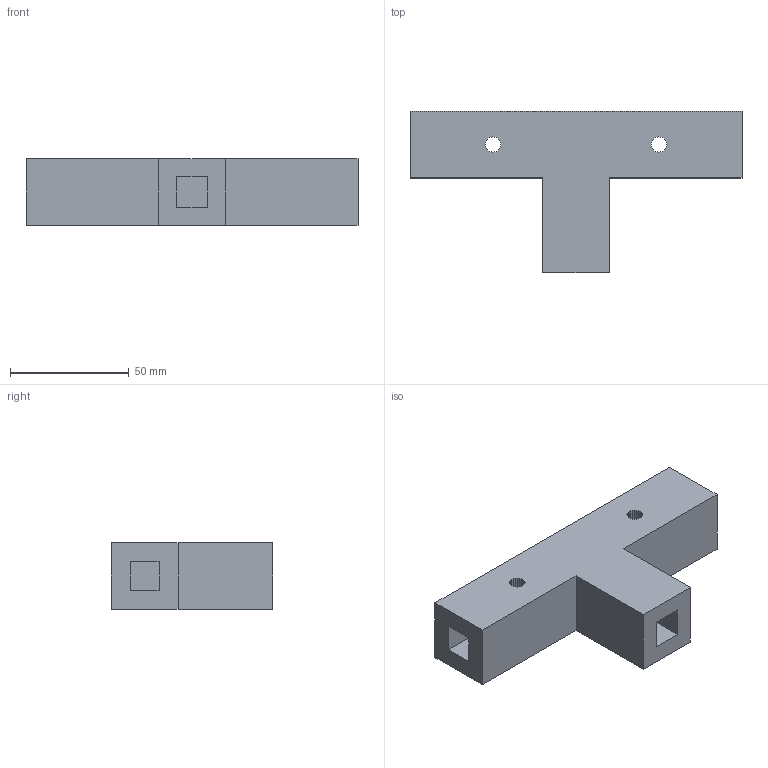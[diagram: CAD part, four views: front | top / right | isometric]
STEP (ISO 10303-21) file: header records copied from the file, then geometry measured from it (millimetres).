
FILE_DESCRIPTION(('FreeCAD Model'),'2;1');
FILE_NAME('Open CASCADE Shape Model','2023-06-02T09:50:14',('Author'),( ''),'Open CASCADE STEP processor 7.6','FreeCAD','Unknown');
FILE_SCHEMA(('AUTOMOTIVE_DESIGN { 1 0 10303 214 1 1 1 1 }'));
Length unit declared in the file: millimetre
Products named in the file (1): T___pour_couplemetre001001
Bounding box: 140 x 68.2 x 28.2 mm (x, y, z)
Surface area: 28179.6 mm2 (no closed solid volume)
Topology: 0 solids, 1 shells, 121 faces, 348 edges, 232 vertices
Faces by surface type: plane 121
Entity records: 8444 total; most frequent: CARTESIAN_POINT 1398, DIRECTION 1288, LINE 1044, VECTOR 1044, ORIENTED_EDGE 696, PCURVE 696, DEFINITIONAL_REPRESENTATION 696, EDGE_CURVE 348
